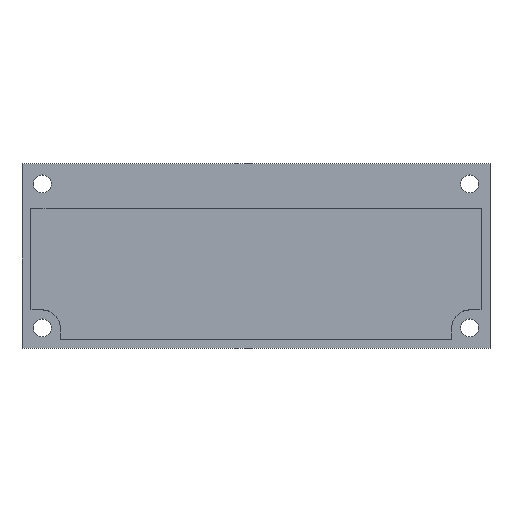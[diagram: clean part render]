
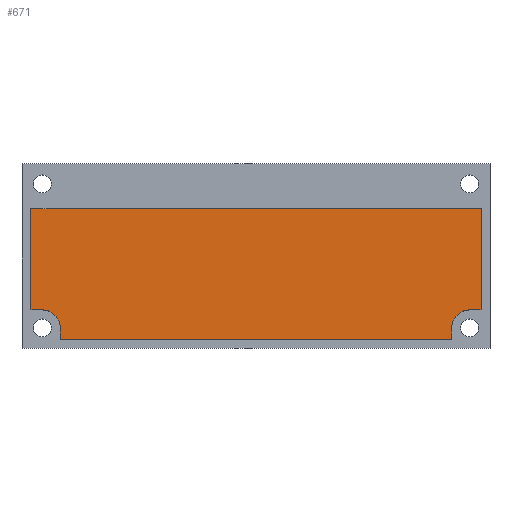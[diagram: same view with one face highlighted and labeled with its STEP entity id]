
A CAD part, top view. The second image highlights one B-rep face of the part: STEP entity #671.
In plain terms, the highlighted planar face has unit normal (0, 0, 1).
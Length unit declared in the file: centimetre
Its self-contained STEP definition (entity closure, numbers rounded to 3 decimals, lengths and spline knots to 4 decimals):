
#119=CIRCLE('',#706,0.4);
#121=CIRCLE('',#712,0.4);
#151=VERTEX_POINT('',#939);
#152=VERTEX_POINT('',#940);
#155=VERTEX_POINT('',#948);
#157=VERTEX_POINT('',#954);
#159=VERTEX_POINT('',#960);
#161=VERTEX_POINT('',#966);
#163=VERTEX_POINT('',#972);
#165=VERTEX_POINT('',#978);
#167=VERTEX_POINT('',#984);
#169=VERTEX_POINT('',#990);
#203=VECTOR('',#784,1.);
#207=VECTOR('',#789,1.);
#211=VECTOR('',#800,1.);
#214=VECTOR('',#804,1.);
#217=VECTOR('',#808,1.);
#221=VECTOR('',#819,1.);
#224=VECTOR('',#823,1.);
#227=VECTOR('',#827,1.);
#267=LINE('',#938,#203);
#271=LINE('',#947,#207);
#275=LINE('',#959,#211);
#278=LINE('',#965,#214);
#281=LINE('',#971,#217);
#285=LINE('',#983,#221);
#288=LINE('',#989,#224);
#291=LINE('',#995,#227);
#339=EDGE_CURVE('',#151,#152,#267,.T.);
#343=EDGE_CURVE('',#152,#155,#271,.T.);
#346=EDGE_CURVE('',#155,#157,#119,.T.);
#349=EDGE_CURVE('',#157,#159,#275,.T.);
#352=EDGE_CURVE('',#159,#161,#278,.T.);
#355=EDGE_CURVE('',#161,#163,#281,.T.);
#358=EDGE_CURVE('',#163,#165,#121,.T.);
#361=EDGE_CURVE('',#165,#167,#285,.T.);
#364=EDGE_CURVE('',#167,#169,#288,.T.);
#367=EDGE_CURVE('',#169,#151,#291,.T.);
#479=ORIENTED_EDGE('',*,*,#339,.F.);
#480=ORIENTED_EDGE('',*,*,#367,.F.);
#481=ORIENTED_EDGE('',*,*,#364,.F.);
#482=ORIENTED_EDGE('',*,*,#361,.F.);
#483=ORIENTED_EDGE('',*,*,#358,.F.);
#484=ORIENTED_EDGE('',*,*,#355,.F.);
#485=ORIENTED_EDGE('',*,*,#352,.F.);
#486=ORIENTED_EDGE('',*,*,#349,.F.);
#487=ORIENTED_EDGE('',*,*,#346,.F.);
#488=ORIENTED_EDGE('',*,*,#343,.F.);
#591=EDGE_LOOP('',(#479,#480,#481,#482,#483,#484,#485,#486,#487,#488));
#637=FACE_BOUND('',#591,.T.);
#671=ADVANCED_FACE('',(#637),#1081,.T.);
#706=AXIS2_PLACEMENT_3D('',#953,#794,#795);
#712=AXIS2_PLACEMENT_3D('',#977,#813,#814);
#717=AXIS2_PLACEMENT_3D('',#997,#829,$);
#784=DIRECTION('',(0.,-1.,0.));
#789=DIRECTION('',(-1.,0.,0.));
#794=DIRECTION('',(0.,0.,1.));
#795=DIRECTION('',(0.4,0.,0.));
#800=DIRECTION('',(0.,-1.,0.));
#804=DIRECTION('',(-1.,0.,0.));
#808=DIRECTION('',(0.,1.,0.));
#813=DIRECTION('',(0.,0.,1.));
#814=DIRECTION('',(0.4,0.,0.));
#819=DIRECTION('',(-1.,0.,0.));
#823=DIRECTION('',(0.,1.,0.));
#827=DIRECTION('',(1.,0.,0.));
#829=DIRECTION('',(0.,0.,1.));
#938=CARTESIAN_POINT('',(12.0255,4.2082,1.46));
#939=CARTESIAN_POINT('',(12.0255,4.2082,1.46));
#940=CARTESIAN_POINT('',(12.0255,1.9582,1.46));
#947=CARTESIAN_POINT('',(12.0255,1.9582,1.46));
#948=CARTESIAN_POINT('',(11.7755,1.9582,1.46));
#953=CARTESIAN_POINT('',(11.7755,1.5582,1.46));
#954=CARTESIAN_POINT('',(11.3755,1.5582,1.46));
#959=CARTESIAN_POINT('',(11.3755,1.5582,1.46));
#960=CARTESIAN_POINT('',(11.3755,1.3082,1.46));
#965=CARTESIAN_POINT('',(11.3755,1.3082,1.46));
#966=CARTESIAN_POINT('',(2.6755,1.3082,1.46));
#971=CARTESIAN_POINT('',(2.6755,1.3082,1.46));
#972=CARTESIAN_POINT('',(2.6755,1.5582,1.46));
#977=CARTESIAN_POINT('',(2.2755,1.5582,1.46));
#978=CARTESIAN_POINT('',(2.2755,1.9582,1.46));
#983=CARTESIAN_POINT('',(2.2755,1.9582,1.46));
#984=CARTESIAN_POINT('',(2.0255,1.9582,1.46));
#989=CARTESIAN_POINT('',(2.0255,1.9582,1.46));
#990=CARTESIAN_POINT('',(2.0255,4.2082,1.46));
#995=CARTESIAN_POINT('',(2.0255,4.2082,1.46));
#997=CARTESIAN_POINT('',(7.0255,2.801,1.46));
#1081=PLANE('',#717);
